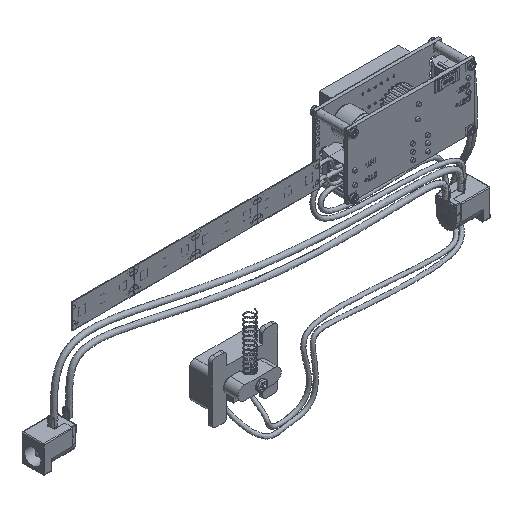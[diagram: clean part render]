
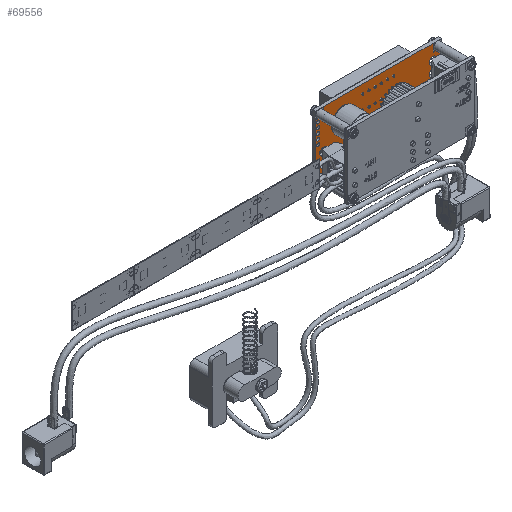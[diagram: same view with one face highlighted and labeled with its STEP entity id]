
A CAD part, isometric view. The second image highlights one B-rep face of the part: STEP entity #69556.
In plain terms, the highlighted planar face has unit normal (0, -1, 0).
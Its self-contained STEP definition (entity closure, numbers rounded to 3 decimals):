
#3330=FACE_BOUND('',#10149,.T.);
#3331=FACE_BOUND('',#10150,.T.);
#3332=FACE_BOUND('',#10151,.T.);
#3333=FACE_BOUND('',#10152,.T.);
#3334=FACE_BOUND('',#10153,.T.);
#3335=FACE_BOUND('',#10154,.T.);
#3336=FACE_BOUND('',#10155,.T.);
#3337=FACE_BOUND('',#10156,.T.);
#3338=FACE_BOUND('',#10157,.T.);
#6109=FACE_OUTER_BOUND('',#10148,.T.);
#10148=EDGE_LOOP('',(#56751,#56752,#56753,#56754,#56755,#56756,#56757,#56758,
#56759,#56760,#56761,#56762));
#10149=EDGE_LOOP('',(#56763));
#10150=EDGE_LOOP('',(#56764));
#10151=EDGE_LOOP('',(#56765));
#10152=EDGE_LOOP('',(#56766));
#10153=EDGE_LOOP('',(#56767));
#10154=EDGE_LOOP('',(#56768));
#10155=EDGE_LOOP('',(#56769));
#10156=EDGE_LOOP('',(#56770));
#10157=EDGE_LOOP('',(#56771));
#13250=CIRCLE('',#75536,0.625);
#13251=CIRCLE('',#75537,0.625);
#13252=CIRCLE('',#75538,0.625);
#13253=CIRCLE('',#75539,0.625);
#13254=CIRCLE('',#75540,0.625);
#13255=CIRCLE('',#75541,1.5);
#13256=CIRCLE('',#75542,1.5);
#13257=CIRCLE('',#75543,1.5);
#13258=CIRCLE('',#75544,1.5);
#18165=LINE('',#131270,#23977);
#18166=LINE('',#131272,#23978);
#18167=LINE('',#131274,#23979);
#18168=LINE('',#131276,#23980);
#18169=LINE('',#131278,#23981);
#18170=LINE('',#131280,#23982);
#18171=LINE('',#131282,#23983);
#18172=LINE('',#131284,#23984);
#18173=LINE('',#131286,#23985);
#18174=LINE('',#131288,#23986);
#18175=LINE('',#131290,#23987);
#18176=LINE('',#131291,#23988);
#23977=VECTOR('',#90872,3.35);
#23978=VECTOR('',#90873,3.1);
#23979=VECTOR('',#90874,44.3);
#23980=VECTOR('',#90875,3.1);
#23981=VECTOR('',#90876,3.35);
#23982=VECTOR('',#90877,19.8);
#23983=VECTOR('',#90878,3.35);
#23984=VECTOR('',#90879,3.1);
#23985=VECTOR('',#90880,44.3);
#23986=VECTOR('',#90881,3.1);
#23987=VECTOR('',#90882,3.35);
#23988=VECTOR('',#90883,19.8);
#30801=VERTEX_POINT('',#131268);
#30802=VERTEX_POINT('',#131269);
#30803=VERTEX_POINT('',#131271);
#30804=VERTEX_POINT('',#131273);
#30805=VERTEX_POINT('',#131275);
#30806=VERTEX_POINT('',#131277);
#30807=VERTEX_POINT('',#131279);
#30808=VERTEX_POINT('',#131281);
#30809=VERTEX_POINT('',#131283);
#30810=VERTEX_POINT('',#131285);
#30811=VERTEX_POINT('',#131287);
#30812=VERTEX_POINT('',#131289);
#30813=VERTEX_POINT('',#131292);
#30814=VERTEX_POINT('',#131294);
#30815=VERTEX_POINT('',#131296);
#30816=VERTEX_POINT('',#131298);
#30817=VERTEX_POINT('',#131300);
#30818=VERTEX_POINT('',#131302);
#30819=VERTEX_POINT('',#131304);
#30820=VERTEX_POINT('',#131306);
#30821=VERTEX_POINT('',#131308);
#39668=EDGE_CURVE('',#30801,#30802,#18165,.T.);
#39669=EDGE_CURVE('',#30803,#30801,#18166,.T.);
#39670=EDGE_CURVE('',#30804,#30803,#18167,.T.);
#39671=EDGE_CURVE('',#30805,#30804,#18168,.T.);
#39672=EDGE_CURVE('',#30806,#30805,#18169,.T.);
#39673=EDGE_CURVE('',#30807,#30806,#18170,.T.);
#39674=EDGE_CURVE('',#30808,#30807,#18171,.T.);
#39675=EDGE_CURVE('',#30809,#30808,#18172,.T.);
#39676=EDGE_CURVE('',#30810,#30809,#18173,.T.);
#39677=EDGE_CURVE('',#30811,#30810,#18174,.T.);
#39678=EDGE_CURVE('',#30812,#30811,#18175,.T.);
#39679=EDGE_CURVE('',#30802,#30812,#18176,.T.);
#39680=EDGE_CURVE('',#30813,#30813,#13250,.T.);
#39681=EDGE_CURVE('',#30814,#30814,#13251,.T.);
#39682=EDGE_CURVE('',#30815,#30815,#13252,.T.);
#39683=EDGE_CURVE('',#30816,#30816,#13253,.T.);
#39684=EDGE_CURVE('',#30817,#30817,#13254,.T.);
#39685=EDGE_CURVE('',#30818,#30818,#13255,.T.);
#39686=EDGE_CURVE('',#30819,#30819,#13256,.T.);
#39687=EDGE_CURVE('',#30820,#30820,#13257,.T.);
#39688=EDGE_CURVE('',#30821,#30821,#13258,.T.);
#56751=ORIENTED_EDGE('',*,*,#39668,.F.);
#56752=ORIENTED_EDGE('',*,*,#39669,.F.);
#56753=ORIENTED_EDGE('',*,*,#39670,.F.);
#56754=ORIENTED_EDGE('',*,*,#39671,.F.);
#56755=ORIENTED_EDGE('',*,*,#39672,.F.);
#56756=ORIENTED_EDGE('',*,*,#39673,.F.);
#56757=ORIENTED_EDGE('',*,*,#39674,.F.);
#56758=ORIENTED_EDGE('',*,*,#39675,.F.);
#56759=ORIENTED_EDGE('',*,*,#39676,.F.);
#56760=ORIENTED_EDGE('',*,*,#39677,.F.);
#56761=ORIENTED_EDGE('',*,*,#39678,.F.);
#56762=ORIENTED_EDGE('',*,*,#39679,.F.);
#56763=ORIENTED_EDGE('',*,*,#39680,.T.);
#56764=ORIENTED_EDGE('',*,*,#39681,.T.);
#56765=ORIENTED_EDGE('',*,*,#39682,.T.);
#56766=ORIENTED_EDGE('',*,*,#39683,.T.);
#56767=ORIENTED_EDGE('',*,*,#39684,.T.);
#56768=ORIENTED_EDGE('',*,*,#39685,.T.);
#56769=ORIENTED_EDGE('',*,*,#39686,.T.);
#56770=ORIENTED_EDGE('',*,*,#39687,.T.);
#56771=ORIENTED_EDGE('',*,*,#39688,.T.);
#62936=PLANE('',#75535);
#69556=ADVANCED_FACE('',(#6109,#3330,#3331,#3332,#3333,#3334,#3335,#3336,
#3337,#3338),#62936,.F.);
#75535=AXIS2_PLACEMENT_3D('',#131267,#90870,#90871);
#75536=AXIS2_PLACEMENT_3D('',#131293,#90884,#90885);
#75537=AXIS2_PLACEMENT_3D('',#131295,#90886,#90887);
#75538=AXIS2_PLACEMENT_3D('',#131297,#90888,#90889);
#75539=AXIS2_PLACEMENT_3D('',#131299,#90890,#90891);
#75540=AXIS2_PLACEMENT_3D('',#131301,#90892,#90893);
#75541=AXIS2_PLACEMENT_3D('',#131303,#90894,#90895);
#75542=AXIS2_PLACEMENT_3D('',#131305,#90896,#90897);
#75543=AXIS2_PLACEMENT_3D('',#131307,#90898,#90899);
#75544=AXIS2_PLACEMENT_3D('',#131309,#90900,#90901);
#90870=DIRECTION('center_axis',(0.,1.,0.));
#90871=DIRECTION('ref_axis',(0.,0.,-1.));
#90872=DIRECTION('',(-1.,0.,0.));
#90873=DIRECTION('',(0.,0.,1.));
#90874=DIRECTION('',(-1.,0.,0.));
#90875=DIRECTION('',(0.,0.,-1.));
#90876=DIRECTION('',(-1.,0.,0.));
#90877=DIRECTION('',(0.,0.,-1.));
#90878=DIRECTION('',(1.,0.,0.));
#90879=DIRECTION('',(0.,0.,-1.));
#90880=DIRECTION('',(1.,0.,0.));
#90881=DIRECTION('',(0.,0.,1.));
#90882=DIRECTION('',(1.,0.,0.));
#90883=DIRECTION('',(0.,0.,1.));
#90884=DIRECTION('center_axis',(0.,1.,0.));
#90885=DIRECTION('ref_axis',(0.,0.,-1.));
#90886=DIRECTION('center_axis',(0.,1.,0.));
#90887=DIRECTION('ref_axis',(0.,0.,-1.));
#90888=DIRECTION('center_axis',(0.,1.,0.));
#90889=DIRECTION('ref_axis',(0.,0.,-1.));
#90890=DIRECTION('center_axis',(0.,1.,0.));
#90891=DIRECTION('ref_axis',(0.,0.,-1.));
#90892=DIRECTION('center_axis',(0.,1.,0.));
#90893=DIRECTION('ref_axis',(0.,0.,-1.));
#90894=DIRECTION('center_axis',(0.,1.,0.));
#90895=DIRECTION('ref_axis',(0.,0.,-1.));
#90896=DIRECTION('center_axis',(0.,1.,0.));
#90897=DIRECTION('ref_axis',(0.,0.,-1.));
#90898=DIRECTION('center_axis',(0.,1.,0.));
#90899=DIRECTION('ref_axis',(0.,0.,-1.));
#90900=DIRECTION('center_axis',(0.,1.,0.));
#90901=DIRECTION('ref_axis',(0.,0.,-1.));
#131267=CARTESIAN_POINT('Origin',(2.123,7.614,102.5));
#131268=CARTESIAN_POINT('',(-20.027,7.614,92.6));
#131269=CARTESIAN_POINT('',(-23.377,7.614,92.6));
#131270=CARTESIAN_POINT('',(-20.027,7.614,92.6));
#131271=CARTESIAN_POINT('',(-20.027,7.614,89.5));
#131272=CARTESIAN_POINT('',(-20.027,7.614,89.5));
#131273=CARTESIAN_POINT('',(24.273,7.614,89.5));
#131274=CARTESIAN_POINT('',(24.273,7.614,89.5));
#131275=CARTESIAN_POINT('',(24.273,7.614,92.6));
#131276=CARTESIAN_POINT('',(24.273,7.614,92.6));
#131277=CARTESIAN_POINT('',(27.623,7.614,92.6));
#131278=CARTESIAN_POINT('',(27.623,7.614,92.6));
#131279=CARTESIAN_POINT('',(27.623,7.614,112.4));
#131280=CARTESIAN_POINT('',(27.623,7.614,112.4));
#131281=CARTESIAN_POINT('',(24.273,7.614,112.4));
#131282=CARTESIAN_POINT('',(24.273,7.614,112.4));
#131283=CARTESIAN_POINT('',(24.273,7.614,115.5));
#131284=CARTESIAN_POINT('',(24.273,7.614,115.5));
#131285=CARTESIAN_POINT('',(-20.027,7.614,115.5));
#131286=CARTESIAN_POINT('',(-20.027,7.614,115.5));
#131287=CARTESIAN_POINT('',(-20.027,7.614,112.4));
#131288=CARTESIAN_POINT('',(-20.027,7.614,112.4));
#131289=CARTESIAN_POINT('',(-23.377,7.614,112.4));
#131290=CARTESIAN_POINT('',(-23.377,7.614,112.4));
#131291=CARTESIAN_POINT('',(-23.377,7.614,92.6));
#131292=CARTESIAN_POINT('',(-22.127,7.614,111.775));
#131293=CARTESIAN_POINT('Origin',(-22.127,7.614,111.15));
#131294=CARTESIAN_POINT('',(-22.127,7.614,109.775));
#131295=CARTESIAN_POINT('Origin',(-22.127,7.614,109.15));
#131296=CARTESIAN_POINT('',(-22.127,7.614,107.775));
#131297=CARTESIAN_POINT('Origin',(-22.127,7.614,107.15));
#131298=CARTESIAN_POINT('',(-22.127,7.614,105.775));
#131299=CARTESIAN_POINT('Origin',(-22.127,7.614,105.15));
#131300=CARTESIAN_POINT('',(-22.127,7.614,103.775));
#131301=CARTESIAN_POINT('Origin',(-22.127,7.614,103.15));
#131302=CARTESIAN_POINT('',(24.273,7.614,110.9));
#131303=CARTESIAN_POINT('Origin',(24.273,7.614,109.4));
#131304=CARTESIAN_POINT('',(-20.027,7.614,101.35));
#131305=CARTESIAN_POINT('Origin',(-20.027,7.614,99.85));
#131306=CARTESIAN_POINT('',(-20.027,7.614,97.1));
#131307=CARTESIAN_POINT('Origin',(-20.027,7.614,95.6));
#131308=CARTESIAN_POINT('',(24.273,7.614,106.65));
#131309=CARTESIAN_POINT('Origin',(24.273,7.614,105.15));
